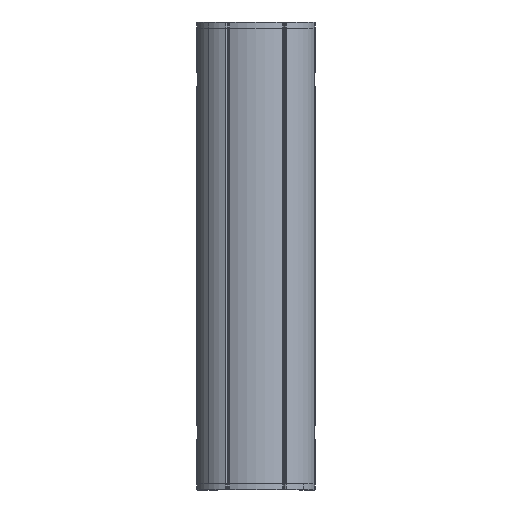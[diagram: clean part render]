
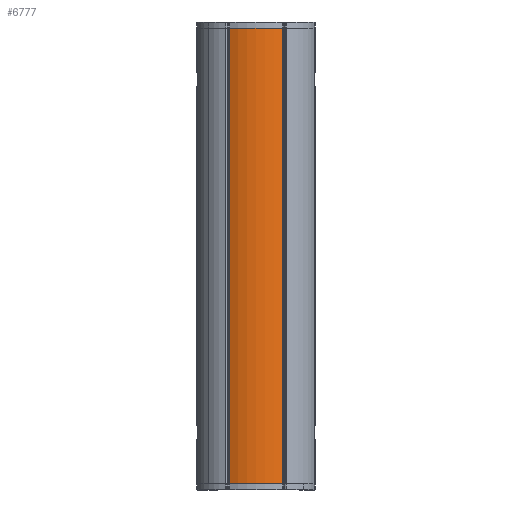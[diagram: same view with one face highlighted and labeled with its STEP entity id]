
A CAD part, front view. The second image highlights one B-rep face of the part: STEP entity #6777.
In plain terms, the highlighted cylindrical face has radius 19 mm (diameter 38 mm), a partial arc.
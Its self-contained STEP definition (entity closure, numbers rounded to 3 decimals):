
#332 = VERTEX_POINT ( 'NONE', #13367 ) ;
#541 = ORIENTED_EDGE ( 'NONE', *, *, #10547, .T. ) ;
#674 = AXIS2_PLACEMENT_3D ( 'NONE', #10607, #8390, #1061 ) ;
#907 = EDGE_CURVE ( 'NONE', #12464, #332, #2533, .T. ) ;
#1061 = DIRECTION ( 'NONE',  ( -1., 0., 0. ) ) ;
#1310 = LINE ( 'NONE', #1375, #6359 ) ;
#1375 = CARTESIAN_POINT ( 'NONE',  ( -17.984, -6.131, 120.5 ) ) ;
#1393 = AXIS2_PLACEMENT_3D ( 'NONE', #5109, #2883, #10193 ) ;
#2415 = EDGE_CURVE ( 'NONE', #12464, #12949, #8745, .T. ) ;
#2533 = LINE ( 'NONE', #8100, #11945 ) ;
#2883 = DIRECTION ( 'NONE',  ( 0., 0., -1. ) ) ;
#4159 = CARTESIAN_POINT ( 'NONE',  ( -17.984, -6.131, -25.5 ) ) ;
#4250 = CARTESIAN_POINT ( 'NONE',  ( -6.131, -17.984, -25.5 ) ) ;
#5048 = CARTESIAN_POINT ( 'NONE',  ( 0., 0., 120.5 ) ) ;
#5109 = CARTESIAN_POINT ( 'NONE',  ( 0., 0., -25.5 ) ) ;
#5656 = EDGE_CURVE ( 'NONE', #6720, #12949, #1310, .T. ) ;
#6115 = EDGE_LOOP ( 'NONE', ( #541, #11654, #9960, #7746 ) ) ;
#6351 = CYLINDRICAL_SURFACE ( 'NONE', #674, 19. ) ;
#6359 = VECTOR ( 'NONE', #9883, 1000. ) ;
#6377 = DIRECTION ( 'NONE',  ( -1., 0., 0. ) ) ;
#6720 = VERTEX_POINT ( 'NONE', #10533 ) ;
#6777 = ADVANCED_FACE ( 'NONE', ( #7480 ), #6351, .T. ) ;
#6784 = DIRECTION ( 'NONE',  ( 0., 0., 1. ) ) ;
#7480 = FACE_OUTER_BOUND ( 'NONE', #6115, .T. ) ;
#7746 = ORIENTED_EDGE ( 'NONE', *, *, #907, .T. ) ;
#8100 = CARTESIAN_POINT ( 'NONE',  ( -6.131, -17.984, 120.5 ) ) ;
#8390 = DIRECTION ( 'NONE',  ( 0., 0., -1. ) ) ;
#8745 = CIRCLE ( 'NONE', #1393, 19. ) ;
#9883 = DIRECTION ( 'NONE',  ( 0., 0., -1. ) ) ;
#9960 = ORIENTED_EDGE ( 'NONE', *, *, #2415, .F. ) ;
#10193 = DIRECTION ( 'NONE',  ( -1., 0., 0. ) ) ;
#10533 = CARTESIAN_POINT ( 'NONE',  ( -17.984, -6.131, 120.5 ) ) ;
#10547 = EDGE_CURVE ( 'NONE', #332, #6720, #10900, .T. ) ;
#10607 = CARTESIAN_POINT ( 'NONE',  ( 0., 0., 120.5 ) ) ;
#10900 = CIRCLE ( 'NONE', #13808, 19. ) ;
#11654 = ORIENTED_EDGE ( 'NONE', *, *, #5656, .T. ) ;
#11945 = VECTOR ( 'NONE', #6784, 1000. ) ;
#12464 = VERTEX_POINT ( 'NONE', #4250 ) ;
#12589 = DIRECTION ( 'NONE',  ( 0., 0., -1. ) ) ;
#12949 = VERTEX_POINT ( 'NONE', #4159 ) ;
#13367 = CARTESIAN_POINT ( 'NONE',  ( -6.131, -17.984, 120.5 ) ) ;
#13808 = AXIS2_PLACEMENT_3D ( 'NONE', #5048, #12589, #6377 ) ;
